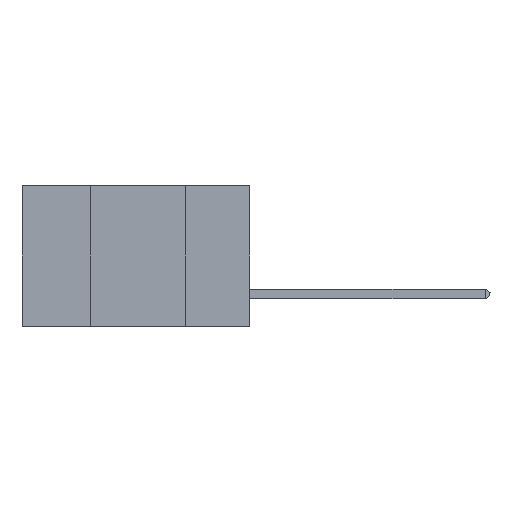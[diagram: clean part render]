
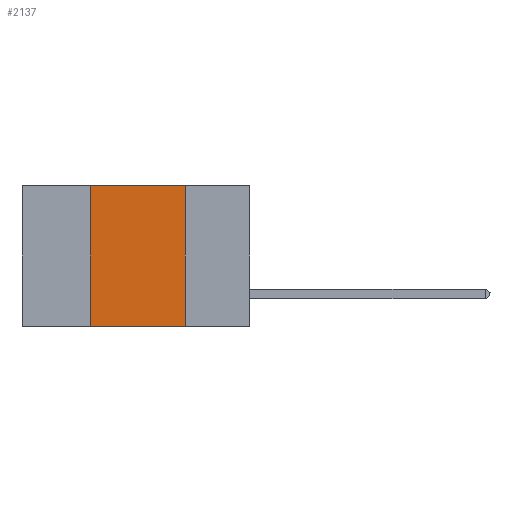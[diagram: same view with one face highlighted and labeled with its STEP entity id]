
A CAD part, left-side view. The second image highlights one B-rep face of the part: STEP entity #2137.
In plain terms, the highlighted planar face has unit normal (-1, 0, 0).
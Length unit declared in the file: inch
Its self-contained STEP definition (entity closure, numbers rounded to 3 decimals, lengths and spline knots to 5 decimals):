
#1014 = VERTEX_POINT ( 'NONE', #7192 ) ;
#1226 = LINE ( 'NONE', #15617, #18053 ) ;
#2105 = CARTESIAN_POINT ( 'NONE',  ( 0., 0.17, -0.37 ) ) ;
#2137 = ADVANCED_FACE ( 'NONE', ( #12619 ), #6358, .F. ) ;
#2510 = DIRECTION ( 'NONE',  ( 0., -1., 0. ) ) ;
#3506 = CARTESIAN_POINT ( 'NONE',  ( 0., 0.42, 0. ) ) ;
#4235 = CARTESIAN_POINT ( 'NONE',  ( 0., 0.6, 0. ) ) ;
#6358 = PLANE ( 'NONE',  #24681 ) ;
#7192 = CARTESIAN_POINT ( 'NONE',  ( 0., 0.42, 0. ) ) ;
#7830 = VERTEX_POINT ( 'NONE', #14508 ) ;
#8829 = EDGE_LOOP ( 'NONE', ( #17777, #20085, #13191, #17277 ) ) ;
#9185 = CARTESIAN_POINT ( 'NONE',  ( 0., 0.17, 0. ) ) ;
#11451 = DIRECTION ( 'NONE',  ( 0., -1., 0. ) ) ;
#11689 = LINE ( 'NONE', #3506, #21227 ) ;
#12619 = FACE_OUTER_BOUND ( 'NONE', #8829, .T. ) ;
#13191 = ORIENTED_EDGE ( 'NONE', *, *, #21108, .F. ) ;
#14508 = CARTESIAN_POINT ( 'NONE',  ( 0., 0.17, 0. ) ) ;
#15617 = CARTESIAN_POINT ( 'NONE',  ( 0., 0.6, -0.37 ) ) ;
#16855 = CARTESIAN_POINT ( 'NONE',  ( 0., 0.6, 0. ) ) ;
#17277 = ORIENTED_EDGE ( 'NONE', *, *, #20269, .T. ) ;
#17531 = LINE ( 'NONE', #16855, #22268 ) ;
#17777 = ORIENTED_EDGE ( 'NONE', *, *, #21738, .F. ) ;
#17972 = CARTESIAN_POINT ( 'NONE',  ( 0., 0.42, -0.37 ) ) ;
#18053 = VECTOR ( 'NONE', #11451, 39.37008 ) ;
#18522 = EDGE_CURVE ( 'NONE', #1014, #7830, #17531, .T. ) ;
#20085 = ORIENTED_EDGE ( 'NONE', *, *, #18522, .F. ) ;
#20269 = EDGE_CURVE ( 'NONE', #21053, #22090, #1226, .T. ) ;
#20350 = VECTOR ( 'NONE', #23262, 39.37008 ) ;
#20534 = DIRECTION ( 'NONE',  ( 1., 0., 0. ) ) ;
#21053 = VERTEX_POINT ( 'NONE', #17972 ) ;
#21108 = EDGE_CURVE ( 'NONE', #21053, #1014, #11689, .T. ) ;
#21227 = VECTOR ( 'NONE', #23773, 39.37008 ) ;
#21738 = EDGE_CURVE ( 'NONE', #7830, #22090, #21972, .T. ) ;
#21972 = LINE ( 'NONE', #9185, #20350 ) ;
#22090 = VERTEX_POINT ( 'NONE', #2105 ) ;
#22268 = VECTOR ( 'NONE', #2510, 39.37008 ) ;
#22309 = DIRECTION ( 'NONE',  ( 0., 0., -1. ) ) ;
#23262 = DIRECTION ( 'NONE',  ( 0., 0., -1. ) ) ;
#23773 = DIRECTION ( 'NONE',  ( 0., 0., 1. ) ) ;
#24681 = AXIS2_PLACEMENT_3D ( 'NONE', #4235, #20534, #22309 ) ;
